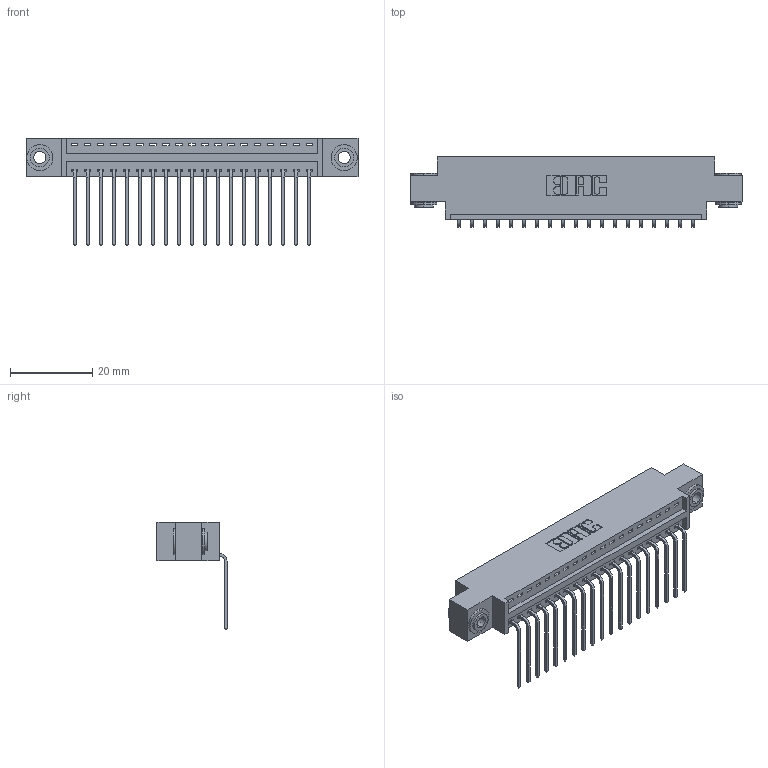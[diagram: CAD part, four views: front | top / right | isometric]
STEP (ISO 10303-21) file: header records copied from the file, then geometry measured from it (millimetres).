
FILE_DESCRIPTION (( 'STEP AP203' ), '1' );
FILE_NAME ('346-019-559-603.STEP', '2022-05-05T15:58:13', ( '' ), ( '' ), 'SwSTEP 2.0', 'SolidWorks 2020', '' );
FILE_SCHEMA (( 'CONFIG_CONTROL_DESIGN' ));
Length unit declared in the file: inch
Products named in the file (4): 346-019-559-603; 345-250-002_345-250-002-102; 345-292-001_558 559 Tail - 1; 346 Part_0.170 Offset - 0.156 Dia-TH
Assembly tree (22 placements, depth 2):
  346-019-559-603
    346 Part_0.170 Offset - 0.156 Dia-TH
    345-292-001_558 559 Tail - 1  x19
    345-250-002_345-250-002-102  x2
Bounding box: 80.9 x 17.08 x 26.16 mm (x, y, z)
Volume: 7495.3 mm3; surface area: 9909.5 mm2
Topology: 22 solids, 22 shells, 1318 faces, 3911 edges, 2578 vertices
Faces by surface type: plane 902, cylinder 408, cone 8
Entity records: 16170 total; most frequent: CARTESIAN_POINT 2762, ORIENTED_EDGE 2706, DIRECTION 2493, EDGE_CURVE 1353, LINE 1121, VECTOR 1121, VERTEX_POINT 898, AXIS2_PLACEMENT_3D 686
